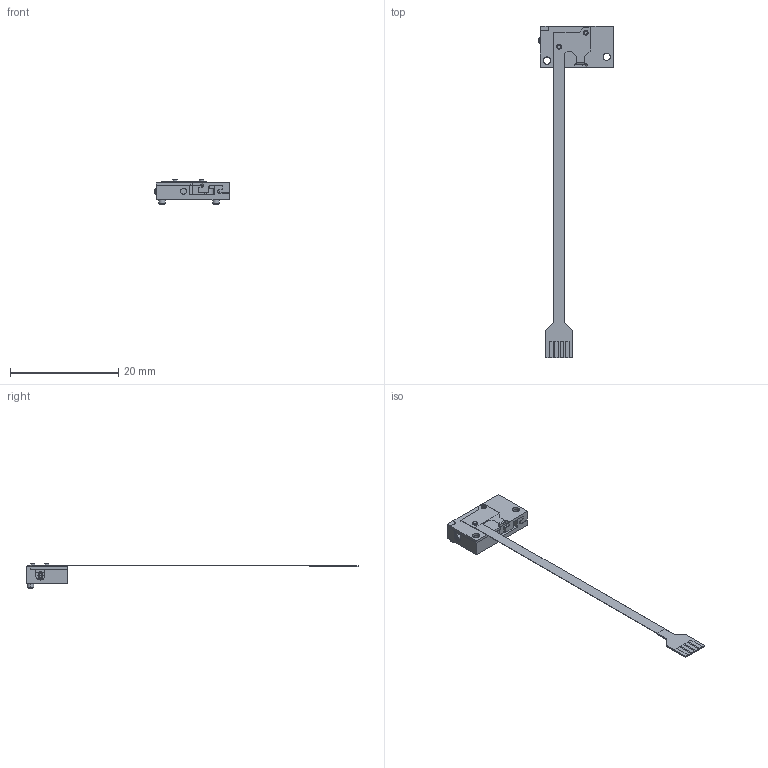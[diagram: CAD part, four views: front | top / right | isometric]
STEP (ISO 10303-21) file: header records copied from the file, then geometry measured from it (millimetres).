
FILE_DESCRIPTION (( 'STEP AP203' ), '1' );
FILE_NAME ('EDGE.STEP', '2011-08-31T12:52:48', ( 'gh' ), ( '' ), 'SwSTEP 2.0', 'SolidWorks 2010', '' );
FILE_SCHEMA (( 'CONFIG_CONTROL_DESIGN' ));
Length unit declared in the file: millimetre
Products named in the file (1): EDGE
Bounding box: 13.75 x 61.42 x 4.65 mm (x, y, z)
Surface area: 946 mm2 (no closed solid volume)
Topology: 0 solids, 12 shells, 164 faces, 583 edges, 417 vertices
Faces by surface type: plane 106, cylinder 46, cone 10, sphere 2
Entity records: 6257 total; most frequent: CARTESIAN_POINT 1165, DIRECTION 1050, ORIENTED_EDGE 927, EDGE_CURVE 583, VECTOR 446, LINE 446, VERTEX_POINT 417, AXIS2_PLACEMENT_3D 302
